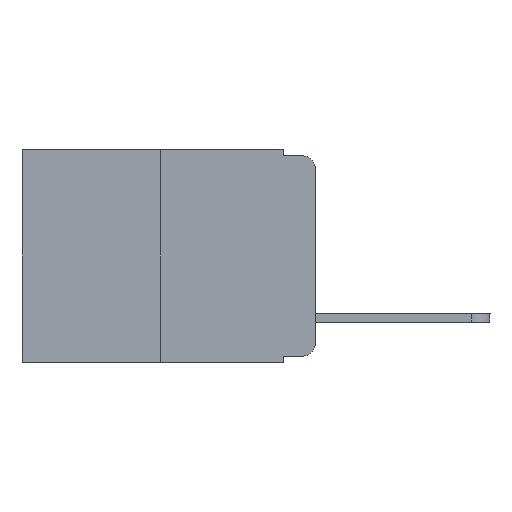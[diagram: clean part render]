
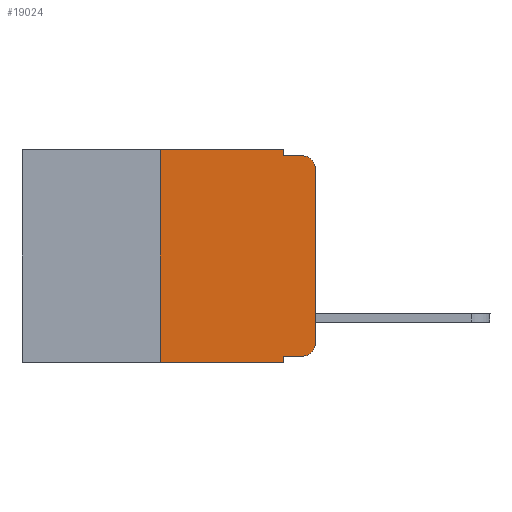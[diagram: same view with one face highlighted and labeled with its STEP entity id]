
A CAD part, left-side view. The second image highlights one B-rep face of the part: STEP entity #19024.
In plain terms, the highlighted planar face has unit normal (-1, 0, 0).
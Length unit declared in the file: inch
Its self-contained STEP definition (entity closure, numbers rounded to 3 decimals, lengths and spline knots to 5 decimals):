
#13 = EDGE_CURVE ( 'NONE', #13565, #4614, #12724, .T. ) ;
#184 = EDGE_CURVE ( 'NONE', #11347, #3105, #10280, .T. ) ;
#769 = FACE_OUTER_BOUND ( 'NONE', #15827, .T. ) ;
#980 = LINE ( 'NONE', #5324, #18276 ) ;
#1020 = EDGE_CURVE ( 'NONE', #13565, #8306, #14505, .T. ) ;
#1049 = LINE ( 'NONE', #8100, #14786 ) ;
#1325 = VECTOR ( 'NONE', #3380, 39.37008 ) ;
#1821 = ORIENTED_EDGE ( 'NONE', *, *, #11365, .F. ) ;
#1824 = VERTEX_POINT ( 'NONE', #16159 ) ;
#2117 = DIRECTION ( 'NONE',  ( 0., 0., -1. ) ) ;
#2603 = ORIENTED_EDGE ( 'NONE', *, *, #11693, .T. ) ;
#2739 = CARTESIAN_POINT ( 'NONE',  ( 0., 0.051, -0.01 ) ) ;
#3105 = VERTEX_POINT ( 'NONE', #12000 ) ;
#3291 = AXIS2_PLACEMENT_3D ( 'NONE', #10062, #5881, #5978 ) ;
#3380 = DIRECTION ( 'NONE',  ( 0., -1., 0. ) ) ;
#3714 = CARTESIAN_POINT ( 'NONE',  ( 0., 0.051, -0.333 ) ) ;
#4015 = ORIENTED_EDGE ( 'NONE', *, *, #4502, .T. ) ;
#4206 = EDGE_CURVE ( 'NONE', #13743, #11347, #980, .T. ) ;
#4234 = ORIENTED_EDGE ( 'NONE', *, *, #13, .F. ) ;
#4332 = DIRECTION ( 'NONE',  ( 0., 0., 1. ) ) ;
#4502 = EDGE_CURVE ( 'NONE', #16470, #4614, #16716, .T. ) ;
#4608 = LINE ( 'NONE', #10222, #15282 ) ;
#4614 = VERTEX_POINT ( 'NONE', #6846 ) ;
#5324 = CARTESIAN_POINT ( 'NONE',  ( 0., 0.051, 0. ) ) ;
#5581 = VECTOR ( 'NONE', #14742, 39.37008 ) ;
#5881 = DIRECTION ( 'NONE',  ( -1., 0., 0. ) ) ;
#5978 = DIRECTION ( 'NONE',  ( 0., 0., -1. ) ) ;
#6702 = ORIENTED_EDGE ( 'NONE', *, *, #4206, .F. ) ;
#6808 = CARTESIAN_POINT ( 'NONE',  ( 0., 0.051, 0. ) ) ;
#6846 = CARTESIAN_POINT ( 'NONE',  ( 0., 0.051, -0.343 ) ) ;
#6889 = ORIENTED_EDGE ( 'NONE', *, *, #1020, .T. ) ;
#7390 = EDGE_CURVE ( 'NONE', #16470, #13211, #1049, .T. ) ;
#7818 = CARTESIAN_POINT ( 'NONE',  ( 0., 0.473, 0. ) ) ;
#8034 = VECTOR ( 'NONE', #11178, 39.37008 ) ;
#8042 = ORIENTED_EDGE ( 'NONE', *, *, #15846, .T. ) ;
#8045 = CARTESIAN_POINT ( 'NONE',  ( 0., 0.02, -0.313 ) ) ;
#8099 = DIRECTION ( 'NONE',  ( 0., -1., 0. ) ) ;
#8100 = CARTESIAN_POINT ( 'NONE',  ( 0., 0.25, 0. ) ) ;
#8306 = VERTEX_POINT ( 'NONE', #18151 ) ;
#8680 = DIRECTION ( 'NONE',  ( 0., -1., 0. ) ) ;
#9143 = EDGE_CURVE ( 'NONE', #8306, #1824, #11785, .T. ) ;
#9725 = VERTEX_POINT ( 'NONE', #11878 ) ;
#9888 = ORIENTED_EDGE ( 'NONE', *, *, #9143, .T. ) ;
#10062 = CARTESIAN_POINT ( 'NONE',  ( 0., 0.02, -0.03 ) ) ;
#10222 = CARTESIAN_POINT ( 'NONE',  ( 0., 0., 0. ) ) ;
#10236 = CARTESIAN_POINT ( 'NONE',  ( 0., 0.051, -0.333 ) ) ;
#10280 = LINE ( 'NONE', #2739, #5581 ) ;
#11178 = DIRECTION ( 'NONE',  ( 0., 0., -1. ) ) ;
#11347 = VERTEX_POINT ( 'NONE', #16997 ) ;
#11365 = EDGE_CURVE ( 'NONE', #13211, #13743, #12283, .T. ) ;
#11553 = VECTOR ( 'NONE', #8099, 39.37008 ) ;
#11649 = CIRCLE ( 'NONE', #3291, 0.02 ) ;
#11672 = ORIENTED_EDGE ( 'NONE', *, *, #7390, .F. ) ;
#11693 = EDGE_CURVE ( 'NONE', #1824, #9725, #4608, .T. ) ;
#11785 = CIRCLE ( 'NONE', #12403, 0.02 ) ;
#11878 = CARTESIAN_POINT ( 'NONE',  ( 0., 0., -0.03 ) ) ;
#12000 = CARTESIAN_POINT ( 'NONE',  ( 0., 0.02, -0.01 ) ) ;
#12235 = CARTESIAN_POINT ( 'NONE',  ( 0., 0.25, -0.343 ) ) ;
#12283 = LINE ( 'NONE', #7818, #11553 ) ;
#12403 = AXIS2_PLACEMENT_3D ( 'NONE', #8045, #14065, #15503 ) ;
#12724 = LINE ( 'NONE', #6808, #8034 ) ;
#12741 = CARTESIAN_POINT ( 'NONE',  ( 0., 0.25, 0. ) ) ;
#12865 = DIRECTION ( 'NONE',  ( 0., 0., 1. ) ) ;
#13211 = VERTEX_POINT ( 'NONE', #12741 ) ;
#13565 = VERTEX_POINT ( 'NONE', #3714 ) ;
#13637 = CARTESIAN_POINT ( 'NONE',  ( 0., 0.473, -0.343 ) ) ;
#13743 = VERTEX_POINT ( 'NONE', #16076 ) ;
#13783 = ORIENTED_EDGE ( 'NONE', *, *, #184, .F. ) ;
#14065 = DIRECTION ( 'NONE',  ( -1., 0., 0. ) ) ;
#14270 = VECTOR ( 'NONE', #8680, 39.37008 ) ;
#14426 = DIRECTION ( 'NONE',  ( 0., 0., -1. ) ) ;
#14505 = LINE ( 'NONE', #10236, #14270 ) ;
#14742 = DIRECTION ( 'NONE',  ( 0., -1., 0. ) ) ;
#14786 = VECTOR ( 'NONE', #12865, 39.37008 ) ;
#15282 = VECTOR ( 'NONE', #4332, 39.37008 ) ;
#15368 = DIRECTION ( 'NONE',  ( 1., 0., 0. ) ) ;
#15503 = DIRECTION ( 'NONE',  ( 0., 0., -1. ) ) ;
#15827 = EDGE_LOOP ( 'NONE', ( #2603, #8042, #13783, #6702, #1821, #11672, #4015, #4234, #6889, #9888 ) ) ;
#15846 = EDGE_CURVE ( 'NONE', #9725, #3105, #11649, .T. ) ;
#16076 = CARTESIAN_POINT ( 'NONE',  ( 0., 0.051, 0. ) ) ;
#16159 = CARTESIAN_POINT ( 'NONE',  ( 0., 0., -0.313 ) ) ;
#16470 = VERTEX_POINT ( 'NONE', #12235 ) ;
#16716 = LINE ( 'NONE', #13637, #1325 ) ;
#16997 = CARTESIAN_POINT ( 'NONE',  ( 0., 0.051, -0.01 ) ) ;
#16998 = PLANE ( 'NONE',  #17544 ) ;
#17544 = AXIS2_PLACEMENT_3D ( 'NONE', #18632, #15368, #2117 ) ;
#18151 = CARTESIAN_POINT ( 'NONE',  ( 0., 0.02, -0.333 ) ) ;
#18276 = VECTOR ( 'NONE', #14426, 39.37008 ) ;
#18632 = CARTESIAN_POINT ( 'NONE',  ( 0., 0.473, 0. ) ) ;
#19024 = ADVANCED_FACE ( 'NONE', ( #769 ), #16998, .F. ) ;
